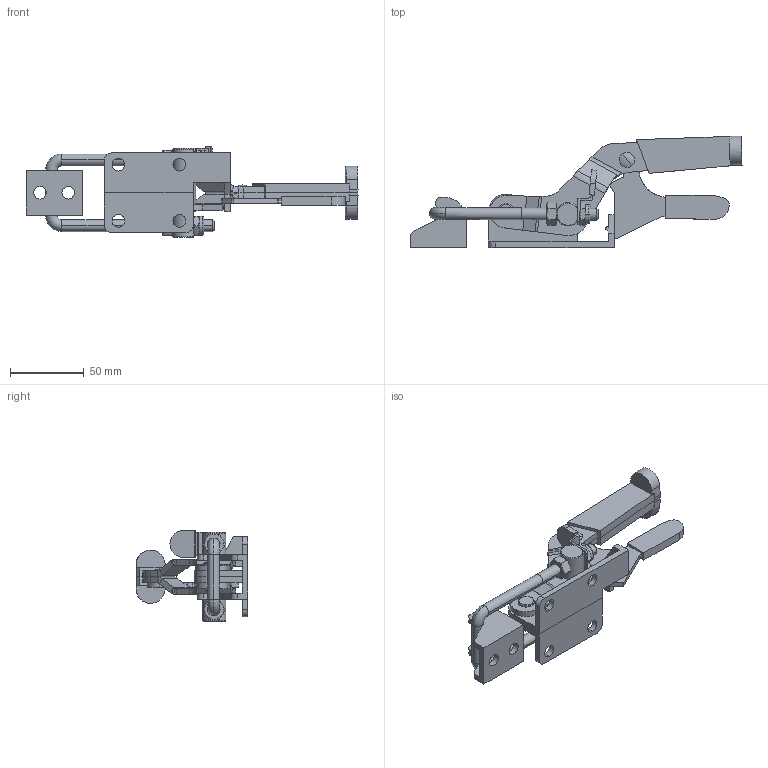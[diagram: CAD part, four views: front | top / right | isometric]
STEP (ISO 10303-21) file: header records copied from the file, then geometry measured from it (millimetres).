
FILE_DESCRIPTION (( 'STEP AP214' ), '1' );
FILE_NAME ('GH-40341-RSS(Â²¤Æ).STEP', '2020-07-08T01:16:22', ( 'LinWei' ), ( '' ), 'SwSTEP 2.0', 'SolidWorks 2016', '' );
FILE_SCHEMA (( 'AUTOMOTIVE_DESIGN' ));
Length unit declared in the file: millimetre
Products named in the file (6): 140341LP-1^GH-40341-R(簡化); 14034144-1^GH-40341-R(簡化); Group5^GH-40341-R(簡化); Group2^GH-40341-R(簡化); Group1^GH-40341-R(簡化); GH-40341-RSS(簡化)
Assembly tree (5 placements, depth 2):
  GH-40341-RSS(簡化)
    Group1^GH-40341-R(簡化)
    Group2^GH-40341-R(簡化)
    Group5^GH-40341-R(簡化)
    14034144-1^GH-40341-R(簡化)
    140341LP-1^GH-40341-R(簡化)
Bounding box: 225.03 x 75.85 x 61.4 mm (x, y, z)
Volume: 112863.3 mm3; surface area: 56127.9 mm2
Topology: 8 solids, 9 shells, 455 faces, 1078 edges, 651 vertices
Faces by surface type: plane 205, cylinder 149, cone 71, bspline 18, torus 10, sphere 2
Entity records: 14875 total; most frequent: CARTESIAN_POINT 3226, DIRECTION 2197, ORIENTED_EDGE 2156, EDGE_CURVE 1078, AXIS2_PLACEMENT_3D 814, VERTEX_POINT 651, LINE 569, VECTOR 569
